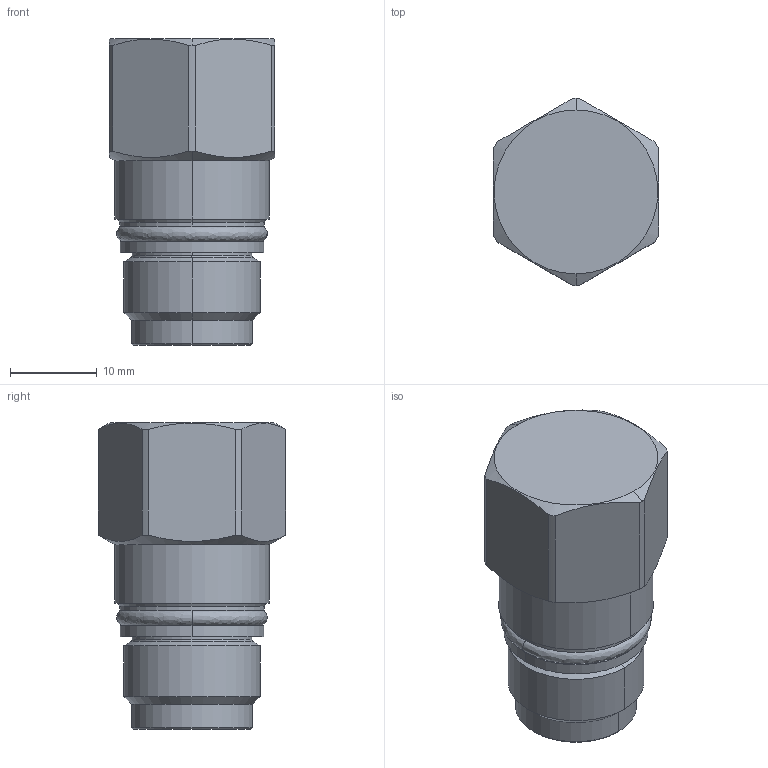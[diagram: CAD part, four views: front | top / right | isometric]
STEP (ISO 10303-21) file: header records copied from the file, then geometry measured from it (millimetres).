
FILE_DESCRIPTION((''),'2;1');
FILE_NAME('XZOA-XXN_PRT','2009-08-28T',('Administrator'),(''),'PRO/ENGINEER BY PARAMETRIC TECHNOLOGY CORPORATION, 2006240','PRO/ENGINEER BY PARAMETRIC TECHNOLOGY CORPORATION, 2006240','');
FILE_SCHEMA(('CONFIG_CONTROL_DESIGN'));
Length unit declared in the file: inch
Products named in the file (1): XZOA-XXN_PRT
Bounding box: 19.05 x 21.54 x 35.33 mm (x, y, z)
Volume: 8783.2 mm3; surface area: 3024.4 mm2
Topology: 2 solids, 2 shells, 56 faces, 128 edges, 78 vertices
Faces by surface type: cylinder 20, plane 12, cone 12, torus 8, revolution 4
Entity records: 1948 total; most frequent: CARTESIAN_POINT 622, DIRECTION 286, ORIENTED_EDGE 256, EDGE_CURVE 128, AXIS2_PLACEMENT_3D 122, VERTEX_POINT 78, CIRCLE 70, EDGE_LOOP 60
